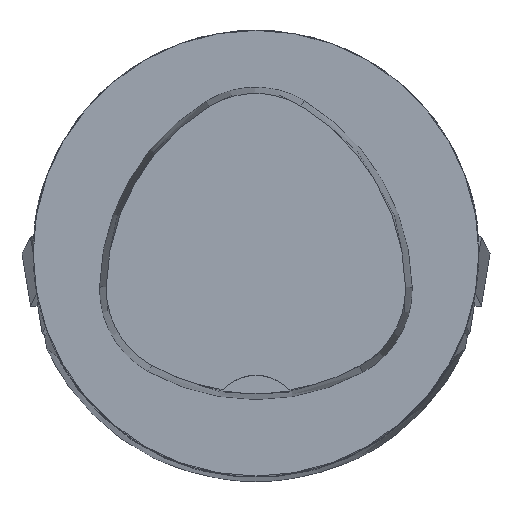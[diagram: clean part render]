
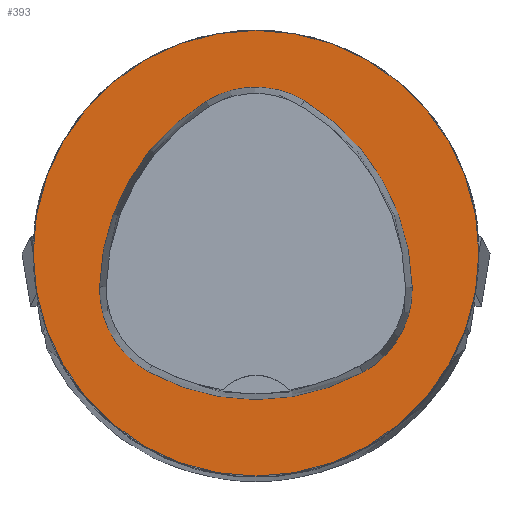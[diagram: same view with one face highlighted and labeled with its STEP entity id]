
A CAD part, top view. The second image highlights one B-rep face of the part: STEP entity #393.
In plain terms, the highlighted planar face has unit normal (0, 0, 1).
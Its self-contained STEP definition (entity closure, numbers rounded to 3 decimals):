
#296=CIRCLE('',#2395,20.);
#302=CIRCLE('',#2406,20.);
#304=CIRCLE('',#2409,8.5);
#306=CIRCLE('',#2412,20.);
#308=CIRCLE('',#2415,8.5);
#312=CIRCLE('',#2420,20.);
#314=CIRCLE('',#2423,8.5);
#393=ADVANCED_FACE('',(#618,#619),#510,.T.);
#510=PLANE('',#2428);
#618=FACE_BOUND('',#684,.T.);
#619=FACE_BOUND('',#685,.T.);
#684=EDGE_LOOP('',(#1062,#1063,#1064,#1065,#1066,#1067));
#685=EDGE_LOOP('',(#1068));
#1062=ORIENTED_EDGE('',*,*,#1813,.T.);
#1063=ORIENTED_EDGE('',*,*,#1793,.T.);
#1064=ORIENTED_EDGE('',*,*,#1797,.T.);
#1065=ORIENTED_EDGE('',*,*,#1800,.T.);
#1066=ORIENTED_EDGE('',*,*,#1803,.T.);
#1067=ORIENTED_EDGE('',*,*,#1811,.T.);
#1068=ORIENTED_EDGE('',*,*,#1775,.F.);
#1563=VERTEX_POINT('',#3623);
#1573=VERTEX_POINT('',#3719);
#1574=VERTEX_POINT('',#3720);
#1577=VERTEX_POINT('',#3728);
#1579=VERTEX_POINT('',#3734);
#1581=VERTEX_POINT('',#3740);
#1588=VERTEX_POINT('',#3761);
#1775=EDGE_CURVE('',#1563,#1563,#296,.T.);
#1793=EDGE_CURVE('',#1573,#1574,#302,.T.);
#1797=EDGE_CURVE('',#1574,#1577,#304,.T.);
#1800=EDGE_CURVE('',#1577,#1579,#306,.T.);
#1803=EDGE_CURVE('',#1579,#1581,#308,.T.);
#1811=EDGE_CURVE('',#1581,#1588,#312,.T.);
#1813=EDGE_CURVE('',#1588,#1573,#314,.T.);
#2395=AXIS2_PLACEMENT_3D('',#3622,#2768,#2769);
#2406=AXIS2_PLACEMENT_3D('',#3718,#2793,#2794);
#2409=AXIS2_PLACEMENT_3D('',#3727,#2801,#2802);
#2412=AXIS2_PLACEMENT_3D('',#3733,#2808,#2809);
#2415=AXIS2_PLACEMENT_3D('',#3739,#2815,#2816);
#2420=AXIS2_PLACEMENT_3D('',#3762,#2827,#2828);
#2423=AXIS2_PLACEMENT_3D('',#3765,#2833,#2834);
#2428=AXIS2_PLACEMENT_3D('',#3770,#2843,#2844);
#2768=DIRECTION('',(0.,0.,-1.));
#2769=DIRECTION('',(-1.,0.,0.));
#2793=DIRECTION('',(0.,0.,-1.));
#2794=DIRECTION('',(-1.,0.,0.));
#2801=DIRECTION('',(0.,0.,-1.));
#2802=DIRECTION('',(-1.,0.,0.));
#2808=DIRECTION('',(0.,0.,-1.));
#2809=DIRECTION('',(-1.,0.,0.));
#2815=DIRECTION('',(0.,0.,-1.));
#2816=DIRECTION('',(-1.,0.,0.));
#2827=DIRECTION('',(0.,0.,-1.));
#2828=DIRECTION('',(-1.,0.,0.));
#2833=DIRECTION('',(0.,0.,-1.));
#2834=DIRECTION('',(-1.,0.,0.));
#2843=DIRECTION('',(0.,0.,1.));
#2844=DIRECTION('',(1.,0.,0.));
#3622=CARTESIAN_POINT('',(0.,0.,0.));
#3623=CARTESIAN_POINT('',(-20.,0.,0.));
#3718=CARTESIAN_POINT('',(5.955,-3.414,0.));
#3719=CARTESIAN_POINT('',(-14.041,-3.042,0.));
#3720=CARTESIAN_POINT('',(-4.472,13.653,0.));
#3727=CARTESIAN_POINT('',(-0.04,6.4,0.));
#3728=CARTESIAN_POINT('',(4.347,13.68,0.));
#3733=CARTESIAN_POINT('',(-5.976,-3.45,0.));
#3734=CARTESIAN_POINT('',(14.021,-3.075,0.));
#3739=CARTESIAN_POINT('',(5.522,-3.235,0.));
#3740=CARTESIAN_POINT('',(9.588,-10.699,0.));
#3761=CARTESIAN_POINT('',(-9.655,-10.639,0.));
#3762=CARTESIAN_POINT('',(0.022,6.864,0.));
#3765=CARTESIAN_POINT('',(-5.543,-3.2,0.));
#3770=CARTESIAN_POINT('',(0.,0.,0.));
